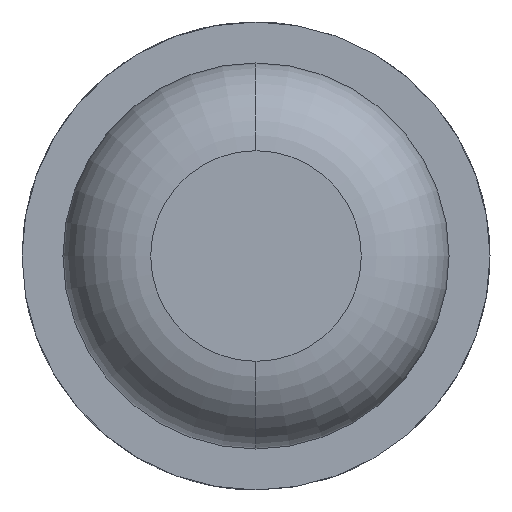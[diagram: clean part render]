
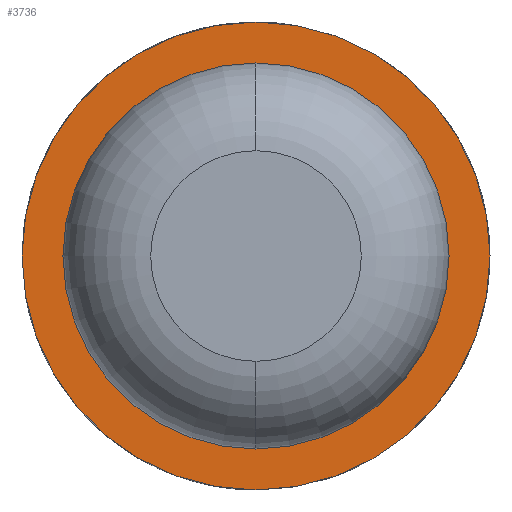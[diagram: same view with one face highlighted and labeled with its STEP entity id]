
A CAD part, front view. The second image highlights one B-rep face of the part: STEP entity #3736.
In plain terms, the highlighted planar face has unit normal (0, -1, 0).
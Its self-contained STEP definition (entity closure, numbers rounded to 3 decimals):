
#21 = FACE_BOUND ( 'NONE', #2688, .T. ) ;
#121 = CARTESIAN_POINT ( 'NONE',  ( 0., -9., 0.825 ) ) ;
#278 = DIRECTION ( 'NONE',  ( -1., 0., 0. ) ) ;
#289 = DIRECTION ( 'NONE',  ( -1., 0., 0. ) ) ;
#293 = CIRCLE ( 'NONE', #1378, 1. ) ;
#574 = CARTESIAN_POINT ( 'NONE',  ( 0., -9., 0. ) ) ;
#662 = AXIS2_PLACEMENT_3D ( 'NONE', #1232, #4017, #289 ) ;
#755 = EDGE_CURVE ( 'Defeature ausgef�hrt1_4+Defeature ausgef�hrt1_0+Defeature ausgef�hrt1_0+Defeature ausgef�hrt1_0', #3746, #1600, #3951, .T. ) ;
#763 = DIRECTION ( 'NONE',  ( -1., 0., 0. ) ) ;
#810 = PLANE ( 'NONE',  #2025 ) ;
#837 = CARTESIAN_POINT ( 'NONE',  ( 1., -9., 0. ) ) ;
#854 = EDGE_LOOP ( 'NONE', ( #1197, #1284 ) ) ;
#937 = FACE_OUTER_BOUND ( 'NONE', #854, .T. ) ;
#940 = DIRECTION ( 'NONE',  ( 0., 1., 0. ) ) ;
#998 = VERTEX_POINT ( 'NONE', #837 ) ;
#1156 = EDGE_CURVE ( 'Defeature ausgef�hrt1_5+Defeature ausgef�hrt1_4+Defeature ausgef�hrt1_4+Defeature ausgef�hrt1_4', #4298, #998, #3672, .T. ) ;
#1197 = ORIENTED_EDGE ( 'NONE', *, *, #1156, .F. ) ;
#1232 = CARTESIAN_POINT ( 'NONE',  ( 0., -9., 0. ) ) ;
#1284 = ORIENTED_EDGE ( 'NONE', *, *, #3059, .F. ) ;
#1337 = CARTESIAN_POINT ( 'NONE',  ( 0., -9., 0. ) ) ;
#1378 = AXIS2_PLACEMENT_3D ( 'NONE', #1337, #3460, #4137 ) ;
#1528 = CARTESIAN_POINT ( 'NONE',  ( 0.825, -9., 0. ) ) ;
#1600 = VERTEX_POINT ( 'NONE', #3968 ) ;
#1882 = AXIS2_PLACEMENT_3D ( 'NONE', #574, #940, #278 ) ;
#2025 = AXIS2_PLACEMENT_3D ( 'NONE', #1528, #2881, #2257 ) ;
#2257 = DIRECTION ( 'NONE',  ( -1., 0., 0. ) ) ;
#2302 = ORIENTED_EDGE ( 'NONE', *, *, #3151, .T. ) ;
#2335 = AXIS2_PLACEMENT_3D ( 'NONE', #2498, #2791, #763 ) ;
#2498 = CARTESIAN_POINT ( 'NONE',  ( 0., -9., 0. ) ) ;
#2688 = EDGE_LOOP ( 'NONE', ( #2986, #2302 ) ) ;
#2791 = DIRECTION ( 'NONE',  ( 0., 1., 0. ) ) ;
#2802 = CARTESIAN_POINT ( 'NONE',  ( -1., -9., 0. ) ) ;
#2881 = DIRECTION ( 'NONE',  ( 0., 1., 0. ) ) ;
#2986 = ORIENTED_EDGE ( 'NONE', *, *, #755, .T. ) ;
#3059 = EDGE_CURVE ( 'Defeature ausgef�hrt1_5+Defeature ausgef�hrt1_4+Defeature ausgef�hrt1_4+Defeature ausgef�hrt1_4', #998, #4298, #293, .T. ) ;
#3151 = EDGE_CURVE ( 'Defeature ausgef�hrt1_4+Defeature ausgef�hrt1_0+Defeature ausgef�hrt1_0+Defeature ausgef�hrt1_0', #1600, #3746, #3436, .T. ) ;
#3436 = CIRCLE ( 'NONE', #2335, 0.825 ) ;
#3460 = DIRECTION ( 'NONE',  ( 0., 1., 0. ) ) ;
#3672 = CIRCLE ( 'NONE', #1882, 1. ) ;
#3736 = ADVANCED_FACE ( 'Defeature ausgef�hrt1_4', ( #937, #21 ), #810, .F. ) ;
#3746 = VERTEX_POINT ( 'NONE', #121 ) ;
#3951 = CIRCLE ( 'NONE', #662, 0.825 ) ;
#3968 = CARTESIAN_POINT ( 'NONE',  ( 0., -9., -0.825 ) ) ;
#4017 = DIRECTION ( 'NONE',  ( 0., 1., 0. ) ) ;
#4137 = DIRECTION ( 'NONE',  ( -1., 0., 0. ) ) ;
#4298 = VERTEX_POINT ( 'NONE', #2802 ) ;
